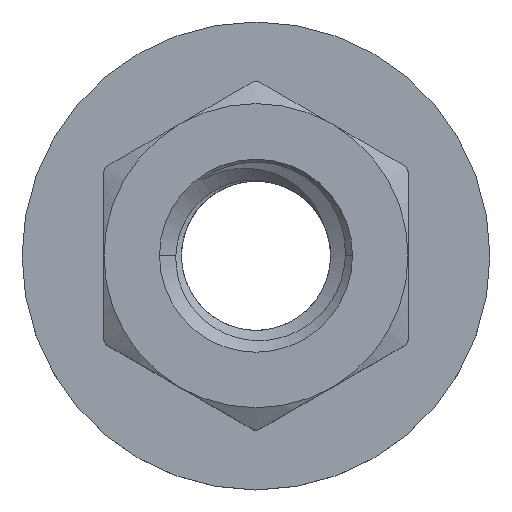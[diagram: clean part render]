
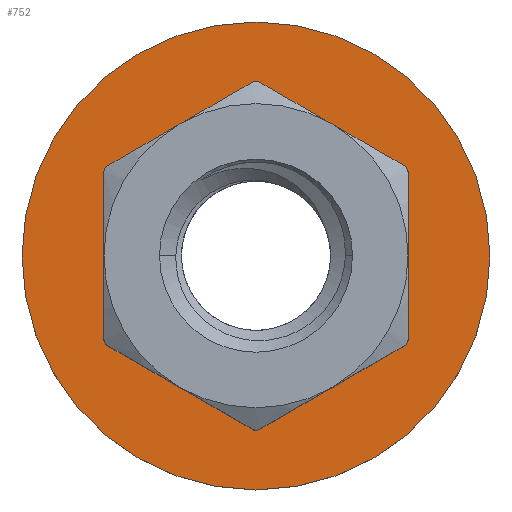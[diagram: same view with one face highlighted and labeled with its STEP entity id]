
A CAD part, top view. The second image highlights one B-rep face of the part: STEP entity #752.
In plain terms, the highlighted planar face has unit normal (0, 0, 1).
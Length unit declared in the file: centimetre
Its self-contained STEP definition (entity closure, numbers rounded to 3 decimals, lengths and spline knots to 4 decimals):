
#178=FACE_BOUND('',#231,.T.);
#182=FACE_OUTER_BOUND('',#230,.T.);
#230=EDGE_LOOP('',(#502));
#231=EDGE_LOOP('',(#503,#504,#505,#506,#507,#508));
#282=CIRCLE('',#803,10.);
#283=CIRCLE('',#804,6.5);
#284=CIRCLE('',#805,6.5);
#285=CIRCLE('',#806,6.5);
#286=CIRCLE('',#807,6.5);
#287=CIRCLE('',#808,6.5);
#288=CIRCLE('',#809,6.5);
#306=VERTEX_POINT('',#1041);
#307=VERTEX_POINT('',#1043);
#308=VERTEX_POINT('',#1044);
#309=VERTEX_POINT('',#1046);
#310=VERTEX_POINT('',#1048);
#311=VERTEX_POINT('',#1050);
#312=VERTEX_POINT('',#1052);
#382=EDGE_CURVE('',#306,#306,#282,.T.);
#383=EDGE_CURVE('',#307,#308,#283,.T.);
#384=EDGE_CURVE('',#307,#309,#284,.T.);
#385=EDGE_CURVE('',#309,#310,#285,.T.);
#386=EDGE_CURVE('',#310,#311,#286,.T.);
#387=EDGE_CURVE('',#311,#312,#287,.T.);
#388=EDGE_CURVE('',#312,#308,#288,.T.);
#502=ORIENTED_EDGE('',*,*,#382,.F.);
#503=ORIENTED_EDGE('',*,*,#383,.F.);
#504=ORIENTED_EDGE('',*,*,#384,.T.);
#505=ORIENTED_EDGE('',*,*,#385,.T.);
#506=ORIENTED_EDGE('',*,*,#386,.T.);
#507=ORIENTED_EDGE('',*,*,#387,.T.);
#508=ORIENTED_EDGE('',*,*,#388,.T.);
#742=PLANE('',#802);
#752=ADVANCED_FACE('',(#182,#178),#742,.T.);
#802=AXIS2_PLACEMENT_3D('',#1040,#873,#874);
#803=AXIS2_PLACEMENT_3D('',#1042,#875,#876);
#804=AXIS2_PLACEMENT_3D('',#1045,#877,#878);
#805=AXIS2_PLACEMENT_3D('',#1047,#879,#880);
#806=AXIS2_PLACEMENT_3D('',#1049,#881,#882);
#807=AXIS2_PLACEMENT_3D('',#1051,#883,#884);
#808=AXIS2_PLACEMENT_3D('',#1053,#885,#886);
#809=AXIS2_PLACEMENT_3D('',#1054,#887,#888);
#873=DIRECTION('center_axis',(0.,0.,1.));
#874=DIRECTION('ref_axis',(1.,0.,0.));
#875=DIRECTION('center_axis',(0.,0.,-1.));
#876=DIRECTION('ref_axis',(1.,0.,0.));
#877=DIRECTION('center_axis',(0.,0.,1.));
#878=DIRECTION('ref_axis',(1.,0.,0.));
#879=DIRECTION('center_axis',(0.,0.,-1.));
#880=DIRECTION('ref_axis',(1.,0.,0.));
#881=DIRECTION('center_axis',(0.,0.,-1.));
#882=DIRECTION('ref_axis',(1.,0.,0.));
#883=DIRECTION('center_axis',(0.,0.,-1.));
#884=DIRECTION('ref_axis',(1.,0.,0.));
#885=DIRECTION('center_axis',(0.,0.,-1.));
#886=DIRECTION('ref_axis',(1.,0.,0.));
#887=DIRECTION('center_axis',(0.,0.,-1.));
#888=DIRECTION('ref_axis',(1.,0.,0.));
#1040=CARTESIAN_POINT('Origin',(0.,0.,2.));
#1041=CARTESIAN_POINT('',(-10.,0.,2.));
#1042=CARTESIAN_POINT('Origin',(0.,0.,2.));
#1043=CARTESIAN_POINT('',(6.5,0.,2.));
#1044=CARTESIAN_POINT('',(3.25,5.6292,2.));
#1045=CARTESIAN_POINT('Origin',(0.,0.,
2.));
#1046=CARTESIAN_POINT('',(3.25,-5.6292,2.));
#1047=CARTESIAN_POINT('Origin',(0.,0.,
2.));
#1048=CARTESIAN_POINT('',(-3.25,-5.6292,2.));
#1049=CARTESIAN_POINT('Origin',(0.,0.,
2.));
#1050=CARTESIAN_POINT('',(-6.5,0.,2.));
#1051=CARTESIAN_POINT('Origin',(0.,0.,
2.));
#1052=CARTESIAN_POINT('',(-3.25,5.6292,2.));
#1053=CARTESIAN_POINT('Origin',(0.,0.,
2.));
#1054=CARTESIAN_POINT('Origin',(0.,0.,
2.));
